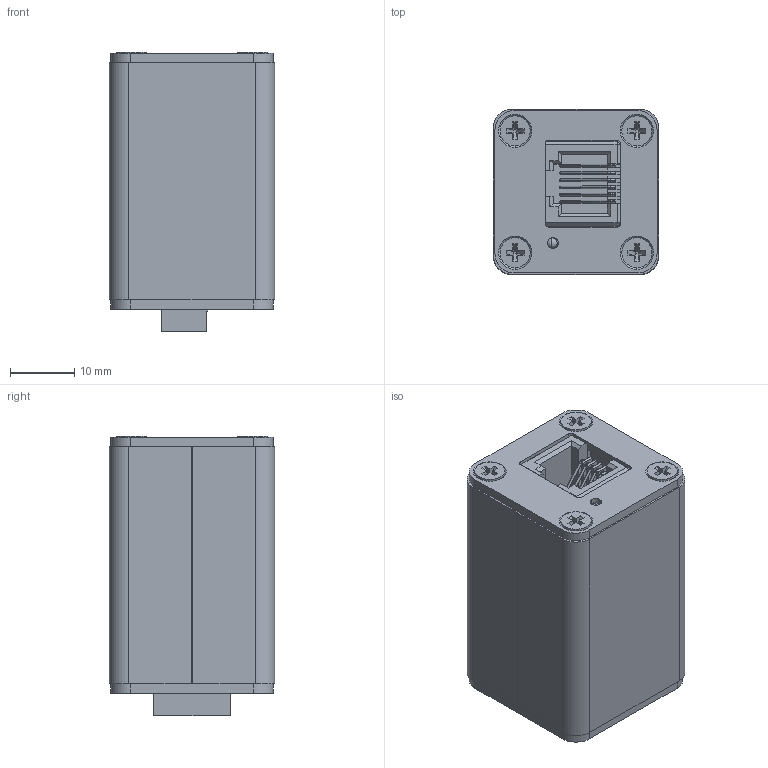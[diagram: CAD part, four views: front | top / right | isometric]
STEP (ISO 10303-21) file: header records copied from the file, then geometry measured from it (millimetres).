
FILE_DESCRIPTION (( 'STEP AP203' ), '1' );
FILE_NAME ('ELV2.STEP', '2021-04-28T22:20:28', ( '' ), ( '' ), 'SwSTEP 2.0', 'SolidWorks 2018', '' );
FILE_SCHEMA (( 'CONFIG_CONTROL_DESIGN' ));
Length unit declared in the file: millimetre
Products named in the file (9): APDA3020; extrusion; A-2004-1-4-LP-N-R--3DModel-STEP-56544; PCB; ELV2; 3-pin connector; 3-pin cover plate; main_cover_plate; flat head screw_am_B18.6.7M - M2.5 x 0.45 x 4 Type I Cross Recessed FHMS --4S
Assembly tree (16 placements, depth 2):
  ELV2
    extrusion  x2
    flat head screw_am_B18.6.7M - M2.5 x 0.45 x 4 Type I Cross Recessed FHMS --4S  x8
    main_cover_plate
    PCB
    APDA3020
    A-2004-1-4-LP-N-R--3DModel-STEP-56544
    3-pin cover plate
    3-pin connector
Bounding box: 25.8 x 25.8 x 43.55 mm (x, y, z)
Volume: 13515.4 mm3; surface area: 17245.8 mm2
Topology: 35 solids, 35 shells, 1518 faces, 3810 edges, 2428 vertices
Faces by surface type: plane 796, cylinder 352, cone 216, bspline 152, sphere 2
Entity records: 41148 total; most frequent: CARTESIAN_POINT 14514, ORIENTED_EDGE 5438, DIRECTION 4931, EDGE_CURVE 2719, VECTOR 1901, LINE 1901, VERTEX_POINT 1752, AXIS2_PLACEMENT_3D 1515
